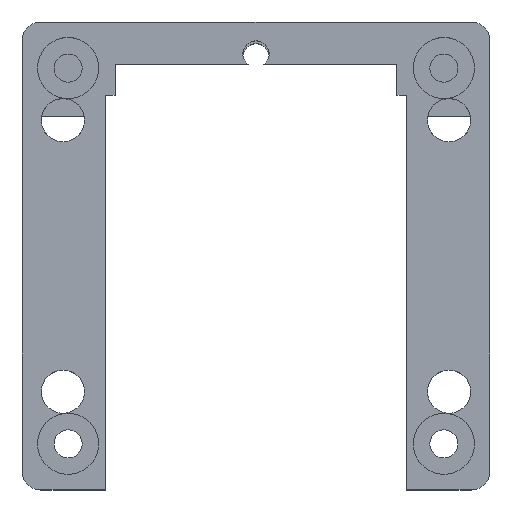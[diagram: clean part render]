
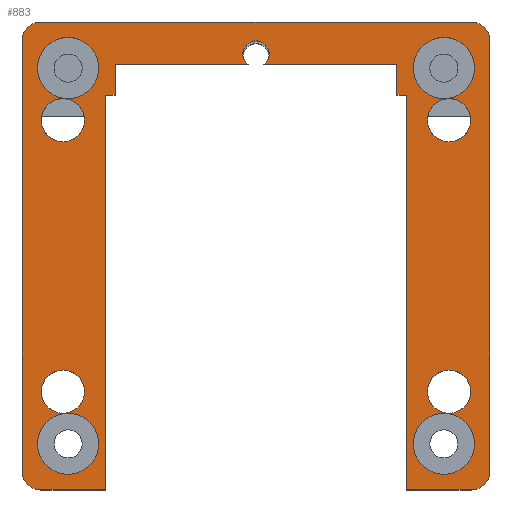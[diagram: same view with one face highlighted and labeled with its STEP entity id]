
A CAD part, top view. The second image highlights one B-rep face of the part: STEP entity #883.
In plain terms, the highlighted planar face has unit normal (0, 0, 1).
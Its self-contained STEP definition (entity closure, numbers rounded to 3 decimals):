
#17=FACE_BOUND('',#284,.T.);
#18=FACE_BOUND('',#285,.T.);
#19=FACE_BOUND('',#286,.T.);
#20=FACE_BOUND('',#287,.T.);
#21=FACE_BOUND('',#288,.T.);
#22=FACE_BOUND('',#289,.T.);
#23=FACE_BOUND('',#290,.T.);
#24=FACE_BOUND('',#291,.T.);
#83=LINE('',#1410,#165);
#87=LINE('',#1418,#169);
#90=LINE('',#1424,#172);
#93=LINE('',#1429,#175);
#94=LINE('',#1432,#176);
#95=LINE('',#1434,#177);
#96=LINE('',#1436,#178);
#97=LINE('',#1440,#179);
#98=LINE('',#1444,#180);
#99=LINE('',#1448,#181);
#100=LINE('',#1452,#182);
#101=LINE('',#1454,#183);
#102=LINE('',#1455,#184);
#165=VECTOR('',#1131,10.);
#169=VECTOR('',#1137,10.);
#172=VECTOR('',#1142,10.);
#175=VECTOR('',#1147,10.);
#176=VECTOR('',#1150,10.);
#177=VECTOR('',#1151,10.);
#178=VECTOR('',#1152,10.);
#179=VECTOR('',#1155,10.);
#180=VECTOR('',#1158,10.);
#181=VECTOR('',#1161,10.);
#182=VECTOR('',#1164,10.);
#183=VECTOR('',#1165,10.);
#184=VECTOR('',#1166,10.);
#231=FACE_OUTER_BOUND('',#283,.T.);
#283=EDGE_LOOP('',(#671,#672,#673,#674,#675,#676,#677,#678,#679,#680,#681,
#682,#683,#684,#685,#686,#687,#688));
#284=EDGE_LOOP('',(#689));
#285=EDGE_LOOP('',(#690));
#286=EDGE_LOOP('',(#691));
#287=EDGE_LOOP('',(#692));
#288=EDGE_LOOP('',(#693));
#289=EDGE_LOOP('',(#694));
#290=EDGE_LOOP('',(#695));
#291=EDGE_LOOP('',(#696));
#347=CIRCLE('',#972,2.);
#348=CIRCLE('',#973,2.);
#349=CIRCLE('',#974,2.);
#350=CIRCLE('',#975,2.);
#351=CIRCLE('',#976,1.4);
#352=CIRCLE('',#977,2.3);
#353=CIRCLE('',#978,2.3);
#354=CIRCLE('',#979,2.3);
#355=CIRCLE('',#980,2.3);
#356=CIRCLE('',#981,3.25);
#357=CIRCLE('',#982,3.25);
#358=CIRCLE('',#983,3.25);
#359=CIRCLE('',#984,3.25);
#412=VERTEX_POINT('',#1407);
#413=VERTEX_POINT('',#1409);
#416=VERTEX_POINT('',#1417);
#417=VERTEX_POINT('',#1421);
#418=VERTEX_POINT('',#1423);
#419=VERTEX_POINT('',#1427);
#420=VERTEX_POINT('',#1431);
#421=VERTEX_POINT('',#1433);
#422=VERTEX_POINT('',#1435);
#423=VERTEX_POINT('',#1437);
#424=VERTEX_POINT('',#1439);
#425=VERTEX_POINT('',#1441);
#426=VERTEX_POINT('',#1443);
#427=VERTEX_POINT('',#1445);
#428=VERTEX_POINT('',#1447);
#429=VERTEX_POINT('',#1449);
#430=VERTEX_POINT('',#1451);
#431=VERTEX_POINT('',#1453);
#432=VERTEX_POINT('',#1457);
#433=VERTEX_POINT('',#1459);
#434=VERTEX_POINT('',#1461);
#435=VERTEX_POINT('',#1463);
#436=VERTEX_POINT('',#1465);
#437=VERTEX_POINT('',#1467);
#438=VERTEX_POINT('',#1469);
#439=VERTEX_POINT('',#1471);
#507=EDGE_CURVE('',#413,#412,#83,.T.);
#511=EDGE_CURVE('',#416,#413,#87,.T.);
#514=EDGE_CURVE('',#418,#417,#90,.T.);
#517=EDGE_CURVE('',#419,#418,#93,.T.);
#518=EDGE_CURVE('',#417,#420,#94,.T.);
#519=EDGE_CURVE('',#420,#421,#95,.T.);
#520=EDGE_CURVE('',#421,#422,#96,.T.);
#521=EDGE_CURVE('',#422,#423,#347,.T.);
#522=EDGE_CURVE('',#423,#424,#97,.T.);
#523=EDGE_CURVE('',#424,#425,#348,.T.);
#524=EDGE_CURVE('',#425,#426,#98,.T.);
#525=EDGE_CURVE('',#426,#427,#349,.T.);
#526=EDGE_CURVE('',#427,#428,#99,.T.);
#527=EDGE_CURVE('',#428,#429,#350,.T.);
#528=EDGE_CURVE('',#429,#430,#100,.T.);
#529=EDGE_CURVE('',#430,#431,#101,.T.);
#530=EDGE_CURVE('',#431,#416,#102,.T.);
#531=EDGE_CURVE('',#412,#419,#351,.T.);
#532=EDGE_CURVE('',#432,#432,#352,.T.);
#533=EDGE_CURVE('',#433,#433,#353,.T.);
#534=EDGE_CURVE('',#434,#434,#354,.T.);
#535=EDGE_CURVE('',#435,#435,#355,.T.);
#536=EDGE_CURVE('',#436,#436,#356,.T.);
#537=EDGE_CURVE('',#437,#437,#357,.T.);
#538=EDGE_CURVE('',#438,#438,#358,.T.);
#539=EDGE_CURVE('',#439,#439,#359,.T.);
#671=ORIENTED_EDGE('',*,*,#517,.T.);
#672=ORIENTED_EDGE('',*,*,#514,.T.);
#673=ORIENTED_EDGE('',*,*,#518,.T.);
#674=ORIENTED_EDGE('',*,*,#519,.T.);
#675=ORIENTED_EDGE('',*,*,#520,.T.);
#676=ORIENTED_EDGE('',*,*,#521,.T.);
#677=ORIENTED_EDGE('',*,*,#522,.T.);
#678=ORIENTED_EDGE('',*,*,#523,.T.);
#679=ORIENTED_EDGE('',*,*,#524,.T.);
#680=ORIENTED_EDGE('',*,*,#525,.T.);
#681=ORIENTED_EDGE('',*,*,#526,.T.);
#682=ORIENTED_EDGE('',*,*,#527,.T.);
#683=ORIENTED_EDGE('',*,*,#528,.T.);
#684=ORIENTED_EDGE('',*,*,#529,.T.);
#685=ORIENTED_EDGE('',*,*,#530,.T.);
#686=ORIENTED_EDGE('',*,*,#511,.T.);
#687=ORIENTED_EDGE('',*,*,#507,.T.);
#688=ORIENTED_EDGE('',*,*,#531,.T.);
#689=ORIENTED_EDGE('',*,*,#532,.T.);
#690=ORIENTED_EDGE('',*,*,#533,.T.);
#691=ORIENTED_EDGE('',*,*,#534,.T.);
#692=ORIENTED_EDGE('',*,*,#535,.T.);
#693=ORIENTED_EDGE('',*,*,#536,.T.);
#694=ORIENTED_EDGE('',*,*,#537,.T.);
#695=ORIENTED_EDGE('',*,*,#538,.T.);
#696=ORIENTED_EDGE('',*,*,#539,.T.);
#850=PLANE('',#971);
#883=ADVANCED_FACE('',(#231,#17,#18,#19,#20,#21,#22,#23,#24),#850,.T.);
#971=AXIS2_PLACEMENT_3D('',#1430,#1148,#1149);
#972=AXIS2_PLACEMENT_3D('',#1438,#1153,#1154);
#973=AXIS2_PLACEMENT_3D('',#1442,#1156,#1157);
#974=AXIS2_PLACEMENT_3D('',#1446,#1159,#1160);
#975=AXIS2_PLACEMENT_3D('',#1450,#1162,#1163);
#976=AXIS2_PLACEMENT_3D('',#1456,#1167,#1168);
#977=AXIS2_PLACEMENT_3D('',#1458,#1169,#1170);
#978=AXIS2_PLACEMENT_3D('',#1460,#1171,#1172);
#979=AXIS2_PLACEMENT_3D('',#1462,#1173,#1174);
#980=AXIS2_PLACEMENT_3D('',#1464,#1175,#1176);
#981=AXIS2_PLACEMENT_3D('',#1466,#1177,#1178);
#982=AXIS2_PLACEMENT_3D('',#1468,#1179,#1180);
#983=AXIS2_PLACEMENT_3D('',#1470,#1181,#1182);
#984=AXIS2_PLACEMENT_3D('',#1472,#1183,#1184);
#1131=DIRECTION('',(1.,0.,0.));
#1137=DIRECTION('',(0.,1.,0.));
#1142=DIRECTION('',(0.,-1.,0.));
#1147=DIRECTION('',(1.,0.,0.));
#1148=DIRECTION('center_axis',(0.,0.,1.));
#1149=DIRECTION('ref_axis',(1.,0.,0.));
#1150=DIRECTION('',(1.,0.,0.));
#1151=DIRECTION('',(0.,-1.,0.));
#1152=DIRECTION('',(1.,0.,0.));
#1153=DIRECTION('center_axis',(0.,0.,1.));
#1154=DIRECTION('ref_axis',(0.,-1.,0.));
#1155=DIRECTION('',(0.,1.,0.));
#1156=DIRECTION('center_axis',(0.,0.,1.));
#1157=DIRECTION('ref_axis',(1.,0.,0.));
#1158=DIRECTION('',(-1.,0.,0.));
#1159=DIRECTION('center_axis',(0.,0.,1.));
#1160=DIRECTION('ref_axis',(0.,1.,0.));
#1161=DIRECTION('',(0.,-1.,0.));
#1162=DIRECTION('center_axis',(0.,0.,1.));
#1163=DIRECTION('ref_axis',(-1.,0.,0.));
#1164=DIRECTION('',(1.,0.,0.));
#1165=DIRECTION('',(0.,1.,0.));
#1166=DIRECTION('',(1.,0.,0.));
#1167=DIRECTION('center_axis',(0.,0.,-1.));
#1168=DIRECTION('ref_axis',(1.,0.,0.));
#1169=DIRECTION('center_axis',(0.,0.,-1.));
#1170=DIRECTION('ref_axis',(0.,1.,0.));
#1171=DIRECTION('center_axis',(0.,0.,-1.));
#1172=DIRECTION('ref_axis',(0.,1.,0.));
#1173=DIRECTION('center_axis',(0.,0.,-1.));
#1174=DIRECTION('ref_axis',(0.,1.,0.));
#1175=DIRECTION('center_axis',(0.,0.,-1.));
#1176=DIRECTION('ref_axis',(0.,1.,0.));
#1177=DIRECTION('center_axis',(0.,0.,-1.));
#1178=DIRECTION('ref_axis',(1.,0.,0.));
#1179=DIRECTION('center_axis',(0.,0.,-1.));
#1180=DIRECTION('ref_axis',(1.,0.,0.));
#1181=DIRECTION('center_axis',(0.,0.,-1.));
#1182=DIRECTION('ref_axis',(1.,0.,0.));
#1183=DIRECTION('center_axis',(0.,0.,-1.));
#1184=DIRECTION('ref_axis',(1.,0.,0.));
#1407=CARTESIAN_POINT('',(-0.798,0.565,8.));
#1409=CARTESIAN_POINT('',(-15.,0.565,8.));
#1410=CARTESIAN_POINT('',(-7.5,0.565,8.));
#1417=CARTESIAN_POINT('',(-15.,-2.685,8.));
#1418=CARTESIAN_POINT('',(-15.,-26.11,8.));
#1421=CARTESIAN_POINT('',(15.,-2.685,8.));
#1423=CARTESIAN_POINT('',(15.,0.565,8.));
#1424=CARTESIAN_POINT('',(15.,-9.61,8.));
#1427=CARTESIAN_POINT('',(0.798,0.565,8.));
#1429=CARTESIAN_POINT('',(-7.5,0.565,8.));
#1430=CARTESIAN_POINT('Origin',(0.,-19.785,
8.));
#1431=CARTESIAN_POINT('',(16.,-2.685,8.));
#1432=CARTESIAN_POINT('',(-17.1,-2.685,8.));
#1433=CARTESIAN_POINT('',(16.,-44.685,8.));
#1434=CARTESIAN_POINT('',(16.,-36.885,8.));
#1435=CARTESIAN_POINT('',(22.9,-44.685,8.));
#1436=CARTESIAN_POINT('',(17.1,-44.685,8.));
#1437=CARTESIAN_POINT('',(24.9,-42.685,8.));
#1438=CARTESIAN_POINT('Origin',(22.9,-42.685,8.));
#1439=CARTESIAN_POINT('',(24.9,3.115,8.));
#1440=CARTESIAN_POINT('',(24.9,-42.685,8.));
#1441=CARTESIAN_POINT('',(22.9,5.115,8.));
#1442=CARTESIAN_POINT('Origin',(22.9,3.115,8.));
#1443=CARTESIAN_POINT('',(-22.9,5.115,8.));
#1444=CARTESIAN_POINT('',(22.9,5.115,8.));
#1445=CARTESIAN_POINT('',(-24.9,3.115,8.));
#1446=CARTESIAN_POINT('Origin',(-22.9,3.115,8.));
#1447=CARTESIAN_POINT('',(-24.9,-42.685,8.));
#1448=CARTESIAN_POINT('',(-24.9,3.115,8.));
#1449=CARTESIAN_POINT('',(-22.9,-44.685,8.));
#1450=CARTESIAN_POINT('Origin',(-22.9,-42.685,8.));
#1451=CARTESIAN_POINT('',(-16.,-44.685,8.));
#1452=CARTESIAN_POINT('',(-22.9,-44.685,8.));
#1453=CARTESIAN_POINT('',(-16.,-2.685,8.));
#1454=CARTESIAN_POINT('',(-16.,-36.885,8.));
#1455=CARTESIAN_POINT('',(-17.1,-2.685,8.));
#1456=CARTESIAN_POINT('Origin',(0.,1.715,8.));
#1457=CARTESIAN_POINT('',(20.55,-36.535,8.));
#1458=CARTESIAN_POINT('Origin',(20.55,-34.235,8.));
#1459=CARTESIAN_POINT('',(-20.55,-7.635,8.));
#1460=CARTESIAN_POINT('Origin',(-20.55,-5.335,8.));
#1461=CARTESIAN_POINT('',(-20.55,-36.535,8.));
#1462=CARTESIAN_POINT('Origin',(-20.55,-34.235,8.));
#1463=CARTESIAN_POINT('',(20.55,-7.635,8.));
#1464=CARTESIAN_POINT('Origin',(20.55,-5.335,8.));
#1465=CARTESIAN_POINT('',(-23.25,-39.785,8.));
#1466=CARTESIAN_POINT('Origin',(-20.,-39.785,8.));
#1467=CARTESIAN_POINT('',(16.75,0.215,8.));
#1468=CARTESIAN_POINT('Origin',(20.,0.215,8.));
#1469=CARTESIAN_POINT('',(16.75,-39.785,8.));
#1470=CARTESIAN_POINT('Origin',(20.,-39.785,8.));
#1471=CARTESIAN_POINT('',(-23.25,0.215,8.));
#1472=CARTESIAN_POINT('Origin',(-20.,0.215,8.));
